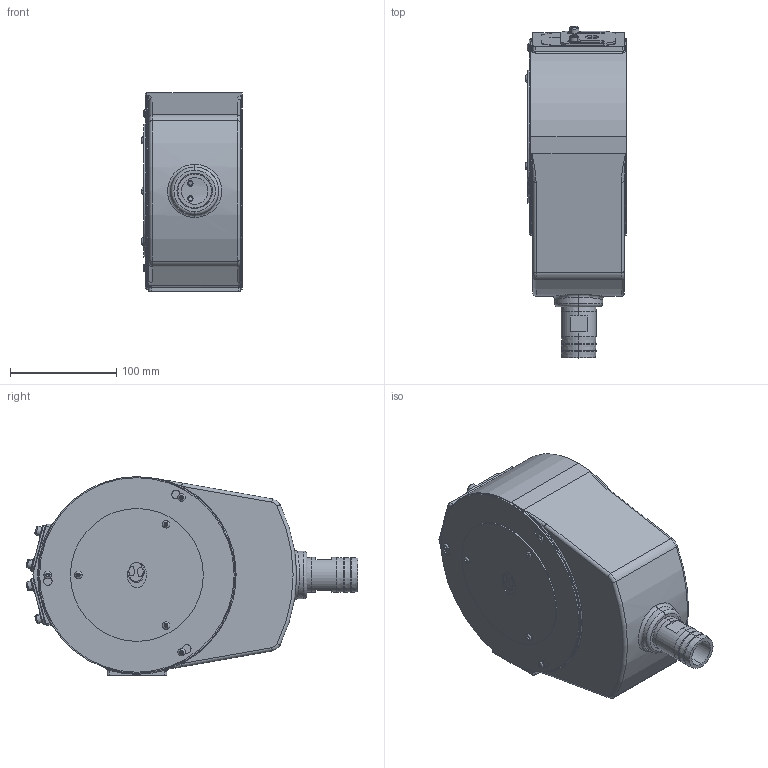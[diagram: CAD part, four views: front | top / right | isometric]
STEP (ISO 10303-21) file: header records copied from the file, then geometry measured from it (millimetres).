
FILE_DESCRIPTION (( 'STEP AP203' ), '1' );
FILE_NAME ('CF-CT-K10S.STEP', '2018-07-30T03:35:28', ( '' ), ( '' ), 'SwSTEP 2.0', 'SolidWorks 2016', '' );
FILE_SCHEMA (( 'CONFIG_CONTROL_DESIGN' ));
Length unit declared in the file: metre
Products named in the file (13): CF-CT-08檢出板B; CF-CT-08洩油管; CF-CT-10集水盒本體; CF-CT-K10S; CF-CT-08檢出板A; CF-CT-10檢出環; M5x10; N5x12_M5x14; M4x8半圓頭; CF-CT-08墊圈M5; CF-CT-10蓋板; M4x6半圓頭; CF-CT-10蓋板封口
Assembly tree (25 placements, depth 2):
  CF-CT-K10S
    CF-CT-10集水盒本體
    CF-CT-10蓋板
    CF-CT-10蓋板封口
    M4x8半圓頭  x3
    M4x6半圓頭  x3
    CF-CT-08洩油管
    CF-CT-08檢出板B  x2
    CF-CT-08檢出板A  x2
    CF-CT-08墊圈M5  x4
    M5x10  x4
    CF-CT-10檢出環
    N5x12_M5x14  x2
Bounding box: 95 x 312.28 x 187 mm (x, y, z)
Volume: 630546.1 mm3; surface area: 343614.5 mm2
Topology: 25 solids, 25 shells, 680 faces, 1619 edges, 1001 vertices
Faces by surface type: plane 314, cylinder 220, cone 82, torus 37, bspline 27
Entity records: 16009 total; most frequent: CARTESIAN_POINT 4225, DIRECTION 2205, ORIENTED_EDGE 2014, EDGE_CURVE 1007, AXIS2_PLACEMENT_3D 863, VERTEX_POINT 637, EDGE_LOOP 518, LINE 479
